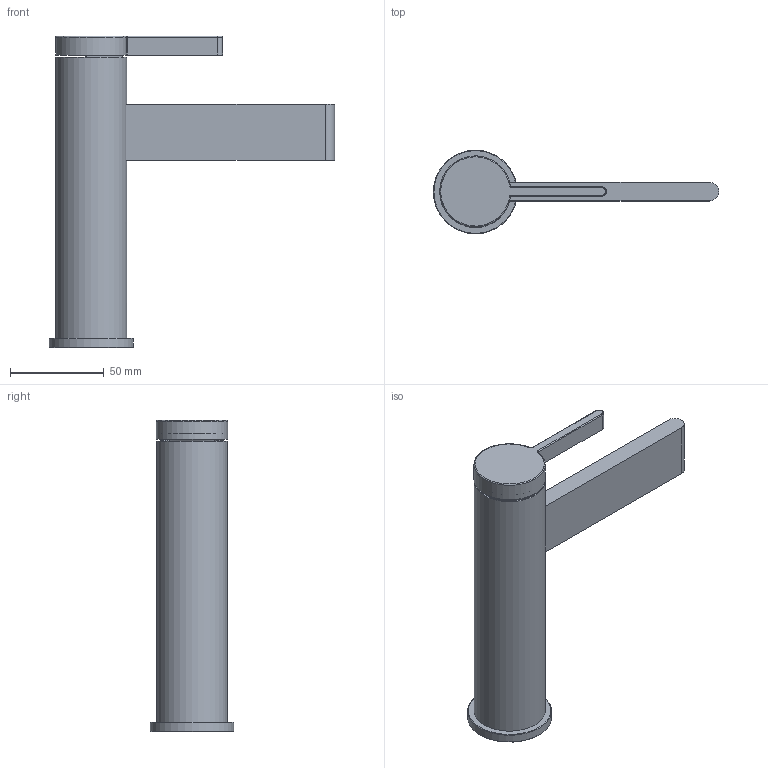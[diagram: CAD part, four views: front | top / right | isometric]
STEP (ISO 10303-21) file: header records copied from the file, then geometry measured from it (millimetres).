
FILE_DESCRIPTION(/* description */ (''),/* implementation_level */ '2;1');
FILE_NAME(/* name */ '3D_TVW106103151_Dawn Schrauben am Strahlregler entfernen.step',/* time_stamp */ '2023-02-23T14:16:48+01:00',/* author */ (''),/* organization */ (''),/* preprocessor_version */ 'ST-DEVELOPER v19.2',/* originating_system */ 'Autodesk Translation Framework v11.17.0.187',/* authorisation */ '');
FILE_SCHEMA (('AUTOMOTIVE_DESIGN { 1 0 10303 214 3 1 1 }'));
Length unit declared in the file: millimetre
Products named in the file (10): (Nicht gespeichert); 16002243_ASM; 11000086_ASM; 11000086A; 12000701_AF0; 16002256_AF0_ASM; 03000231_AF0; 12000518_AF0; Komponente10; Komponente11
Assembly tree (9 placements, depth 4):
  (Nicht gespeichert)
    16002243_ASM
      11000086_ASM
        11000086A
    12000701_AF0
    16002256_AF0_ASM
      03000231_AF0
    12000518_AF0
    Komponente10
    Komponente11
Bounding box: 152.23 x 44.8 x 166.2 mm (x, y, z)
Volume: 39404.9 mm3; surface area: 40243.9 mm2
Topology: 3 solids, 7 shells, 108 faces, 249 edges, 157 vertices
Faces by surface type: plane 45, cylinder 29, cone 20, torus 6, bspline 6, sphere 2
Full cylindrical faces by diameter (mm): 33.2 x1, 35 x2, 37 x1, 38 x1, 44.8 x1
Entity records: 5821 total; most frequent: CARTESIAN_POINT 3087, DIRECTION 569, ORIENTED_EDGE 484, EDGE_CURVE 249, AXIS2_PLACEMENT_3D 220, VERTEX_POINT 157, LINE 129, VECTOR 129
